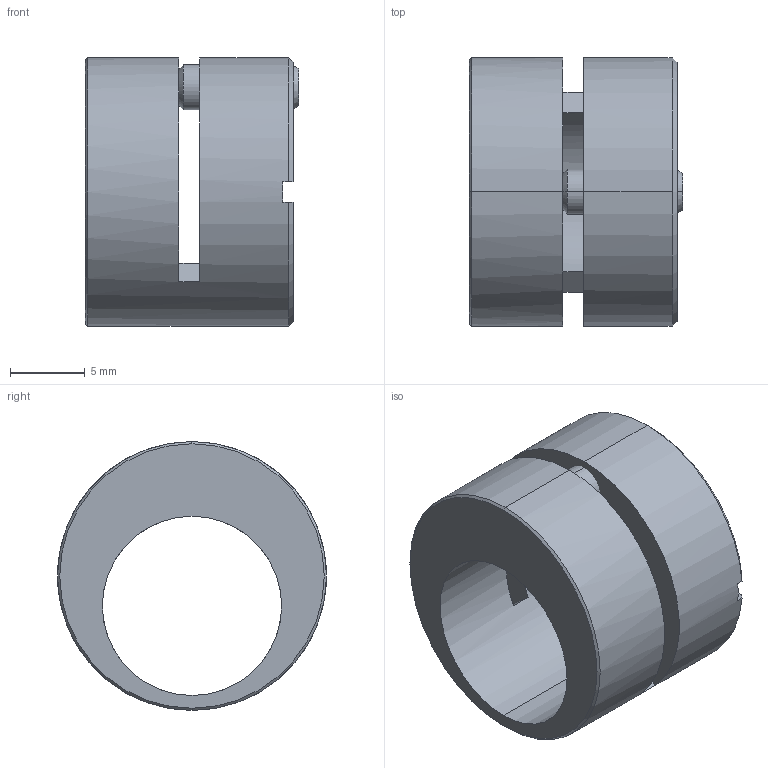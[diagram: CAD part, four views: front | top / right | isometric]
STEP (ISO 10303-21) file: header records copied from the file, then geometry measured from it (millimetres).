
FILE_DESCRIPTION (( 'STEP AP214' ), '1' );
FILE_NAME ('EH22150.0812.stp', '2020-05-12T12:17:42', ( '' ), ( '' ), 'SwSTEP 2.0', 'SolidWorks 2019', '' );
FILE_SCHEMA (( 'AUTOMOTIVE_DESIGN' ));
Length unit declared in the file: millimetre
Products named in the file (3): _22150_0812_Eccentrics_2b_4; _22150_0812_Eccentrics_2a_2; EH22150.0812
Assembly tree (2 placements, depth 2):
  EH22150.0812
    _22150_0812_Eccentrics_2a_2
    _22150_0812_Eccentrics_2b_4
Bounding box: 14.27 x 18 x 18 mm (x, y, z)
Volume: 1805.7 mm3; surface area: 1875.2 mm2
Topology: 2 solids, 2 shells, 40 faces, 106 edges, 68 vertices
Faces by surface type: plane 22, cone 10, cylinder 8
Entity records: 1374 total; most frequent: DIRECTION 234, CARTESIAN_POINT 231, ORIENTED_EDGE 212, EDGE_CURVE 106, AXIS2_PLACEMENT_3D 87, VERTEX_POINT 68, LINE 60, VECTOR 60
